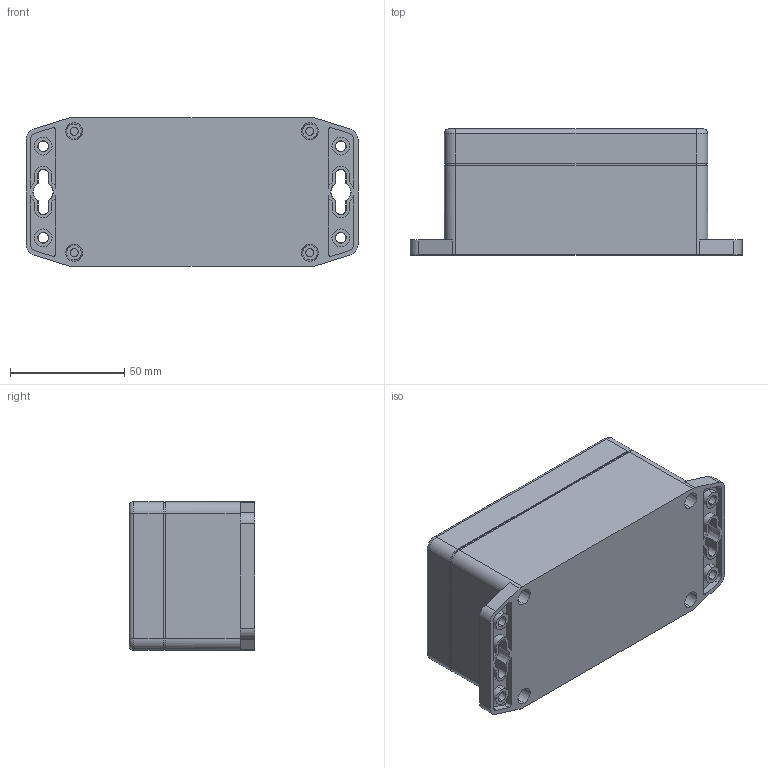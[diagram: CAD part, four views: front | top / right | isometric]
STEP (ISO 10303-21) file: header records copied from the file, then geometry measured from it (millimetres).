
FILE_DESCRIPTION (( 'STEP AP214' ), '1' );
FILE_NAME ('User Library-G205MF (G308MF).STEP', '2021-01-05T20:00:11', ( '' ), ( '' ), 'SwSTEP 2.0', 'SolidWorks 2020', '' );
FILE_SCHEMA (( 'AUTOMOTIVE_DESIGN' ));
Length unit declared in the file: millimetre
Products named in the file (5): Base G205MF_00; Seal G205MF_00; Cover G205MF_00; ISO 7045 - M4 x 16 - Z --- 16N_ISO 7045 - M4 x 16 - Z --- 16N; User Library-G205MF (G308MF)
Assembly tree (7 placements, depth 2):
  User Library-G205MF (G308MF)
    Base G205MF_00
    Cover G205MF_00
    Seal G205MF_00
    ISO 7045 - M4 x 16 - Z --- 16N_ISO 7045 - M4 x 16 - Z --- 16N  x4
Bounding box: 145 x 55 x 65 mm (x, y, z)
Volume: 118252.9 mm3; surface area: 84930.9 mm2
Topology: 7 solids, 7 shells, 618 faces, 1626 edges, 1050 vertices
Faces by surface type: plane 294, cylinder 222, cone 50, torus 44, sphere 8
Entity records: 16568 total; most frequent: DIRECTION 2962, CARTESIAN_POINT 2861, ORIENTED_EDGE 2744, EDGE_CURVE 1372, AXIS2_PLACEMENT_3D 1082, VERTEX_POINT 897, LINE 798, VECTOR 798
